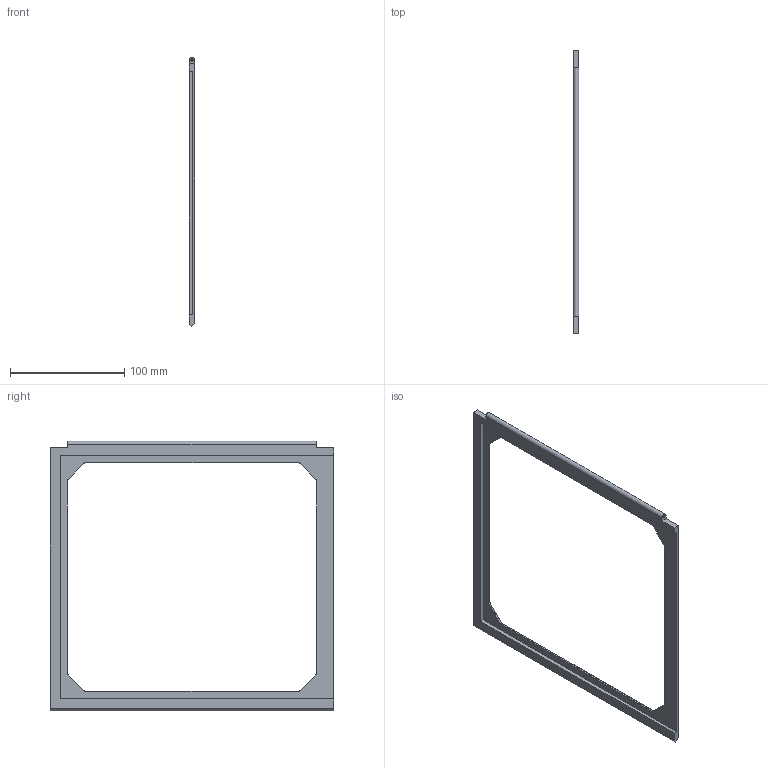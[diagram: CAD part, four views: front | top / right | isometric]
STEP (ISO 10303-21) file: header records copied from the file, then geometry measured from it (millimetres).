
FILE_DESCRIPTION(/* description */ (''),/* implementation_level */ '2;1');
FILE_NAME(/* name */ 'Door Frame.step',/* time_stamp */ '2020-11-16T21:16:48+01:00',/* author */ (''),/* organization */ (''),/* preprocessor_version */ 'ST-DEVELOPER v18.1',/* originating_system */ 'Autodesk Translation Framework v9.3.0.1241',/* authorisation */ '');
FILE_SCHEMA (('AUTOMOTIVE_DESIGN { 1 0 10303 214 3 1 1 }'));
Length unit declared in the file: millimetre
Products named in the file (1): Door Frame
Bounding box: 5 x 248 x 236 mm (x, y, z)
Volume: 50013.8 mm3; surface area: 37138.4 mm2
Topology: 1 solids, 1 shells, 73 faces, 181 edges, 116 vertices
Faces by surface type: plane 54, cylinder 11, cone 8
Full cylindrical faces by diameter (mm): 2 x2
Entity records: 2177 total; most frequent: CARTESIAN_POINT 371, ORIENTED_EDGE 362, DIRECTION 359, EDGE_CURVE 181, LINE 151, VECTOR 151, VERTEX_POINT 116, AXIS2_PLACEMENT_3D 104
